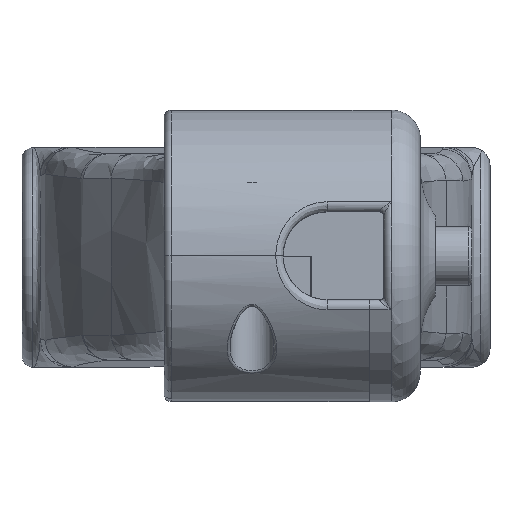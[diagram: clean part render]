
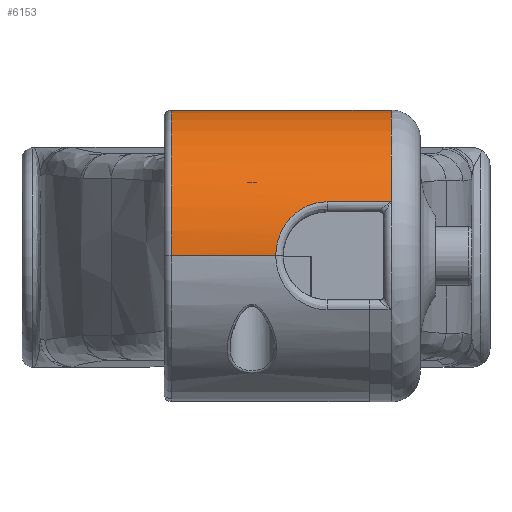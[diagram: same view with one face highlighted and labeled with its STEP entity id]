
A CAD part, top view. The second image highlights one B-rep face of the part: STEP entity #6153.
In plain terms, the highlighted cylindrical face has radius 19.916 mm (diameter 39.832 mm), a partial arc.
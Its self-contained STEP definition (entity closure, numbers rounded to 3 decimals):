
#352=B_SPLINE_CURVE_WITH_KNOTS('',3,(#12569,#12570,#12571,#12572,#12573),
 .UNSPECIFIED.,.F.,.F.,(4,1,4),(0.,0.194,0.34),
 .UNSPECIFIED.);
#355=B_SPLINE_CURVE_WITH_KNOTS('',3,(#12632,#12633,#12634,#12635,#12636,
#12637,#12638,#12639,#12640,#12641),.UNSPECIFIED.,.F.,.F.,(4,3,3,4),(-4.438,
-4.121,-3.804,-3.329),.UNSPECIFIED.);
#758=FACE_OUTER_BOUND('',#1155,.T.);
#1155=EDGE_LOOP('',(#4841,#4842,#4843,#4844,#4845,#4846,#4847));
#1540=CIRCLE('',#6694,19.916);
#1541=CIRCLE('',#6695,19.916);
#1900=LINE('',#12482,#2230);
#1903=LINE('',#12579,#2233);
#1904=LINE('',#12643,#2234);
#2230=VECTOR('',#7884,10.);
#2233=VECTOR('',#7899,10.);
#2234=VECTOR('',#7904,10.);
#2704=VERTEX_POINT('',#12470);
#2705=VERTEX_POINT('',#12481);
#2710=VERTEX_POINT('',#12524);
#2712=VERTEX_POINT('',#12561);
#2714=VERTEX_POINT('',#12575);
#2717=VERTEX_POINT('',#12631);
#2718=VERTEX_POINT('',#12642);
#3473=EDGE_CURVE('',#2705,#2704,#1900,.T.);
#3483=EDGE_CURVE('',#2710,#2712,#352,.T.);
#3486=EDGE_CURVE('',#2712,#2714,#1903,.T.);
#3489=EDGE_CURVE('',#2705,#2710,#1540,.T.);
#3490=EDGE_CURVE('',#2717,#2704,#355,.T.);
#3491=EDGE_CURVE('',#2718,#2717,#1904,.T.);
#3492=EDGE_CURVE('',#2714,#2718,#1541,.T.);
#4841=ORIENTED_EDGE('',*,*,#3486,.F.);
#4842=ORIENTED_EDGE('',*,*,#3483,.F.);
#4843=ORIENTED_EDGE('',*,*,#3489,.F.);
#4844=ORIENTED_EDGE('',*,*,#3473,.T.);
#4845=ORIENTED_EDGE('',*,*,#3490,.F.);
#4846=ORIENTED_EDGE('',*,*,#3491,.F.);
#4847=ORIENTED_EDGE('',*,*,#3492,.F.);
#5893=CYLINDRICAL_SURFACE('',#6693,19.916);
#6153=ADVANCED_FACE('',(#758),#5893,.T.);
#6693=AXIS2_PLACEMENT_3D('',#12629,#7900,#7901);
#6694=AXIS2_PLACEMENT_3D('',#12630,#7902,#7903);
#6695=AXIS2_PLACEMENT_3D('',#12644,#7905,#7906);
#7884=DIRECTION('',(1.,0.,0.));
#7899=DIRECTION('',(1.,0.,0.));
#7900=DIRECTION('center_axis',(1.,0.,0.));
#7901=DIRECTION('ref_axis',(0.,1.,0.));
#7902=DIRECTION('center_axis',(-1.,0.,0.));
#7903=DIRECTION('ref_axis',(0.,0.965,0.262));
#7904=DIRECTION('',(-1.,0.,0.));
#7905=DIRECTION('center_axis',(1.,0.,0.));
#7906=DIRECTION('ref_axis',(0.,0.,1.));
#12470=CARTESIAN_POINT('',(33.65,0.,19.916));
#12481=CARTESIAN_POINT('',(19.4,0.,19.916));
#12482=CARTESIAN_POINT('',(18.4,0.,19.916));
#12524=CARTESIAN_POINT('',(19.4,13.409,-14.725));
#12561=CARTESIAN_POINT('',(22.4,14.362,-13.798));
#12569=CARTESIAN_POINT('Ctrl Pts',(19.4,13.409,-14.725));
#12570=CARTESIAN_POINT('Ctrl Pts',(19.854,13.734,-14.43));
#12571=CARTESIAN_POINT('Ctrl Pts',(20.786,14.198,-13.971));
#12572=CARTESIAN_POINT('Ctrl Pts',(21.915,14.362,-13.798));
#12573=CARTESIAN_POINT('Ctrl Pts',(22.4,14.362,-13.798));
#12575=CARTESIAN_POINT('',(49.4,14.362,-13.798));
#12579=CARTESIAN_POINT('',(18.4,14.362,-13.798));
#12629=CARTESIAN_POINT('Origin',(18.4,0.,0.));
#12630=CARTESIAN_POINT('Origin',(19.4,0.,0.));
#12631=CARTESIAN_POINT('',(40.65,7.37,18.502));
#12632=CARTESIAN_POINT('Ctrl Pts',(40.65,7.37,18.502));
#12633=CARTESIAN_POINT('Ctrl Pts',(39.593,7.37,18.502));
#12634=CARTESIAN_POINT('Ctrl Pts',(38.542,7.109,18.61));
#12635=CARTESIAN_POINT('Ctrl Pts',(37.601,6.631,18.778));
#12636=CARTESIAN_POINT('Ctrl Pts',(36.661,6.152,18.946));
#12637=CARTESIAN_POINT('Ctrl Pts',(35.831,5.456,19.176));
#12638=CARTESIAN_POINT('Ctrl Pts',(35.184,4.6,19.377));
#12639=CARTESIAN_POINT('Ctrl Pts',(34.212,3.315,19.678));
#12640=CARTESIAN_POINT('Ctrl Pts',(33.65,1.669,19.916));
#12641=CARTESIAN_POINT('Ctrl Pts',(33.65,0.,19.916));
#12642=CARTESIAN_POINT('',(49.4,7.37,18.502));
#12643=CARTESIAN_POINT('',(18.4,7.37,18.502));
#12644=CARTESIAN_POINT('Origin',(49.4,0.,0.));
